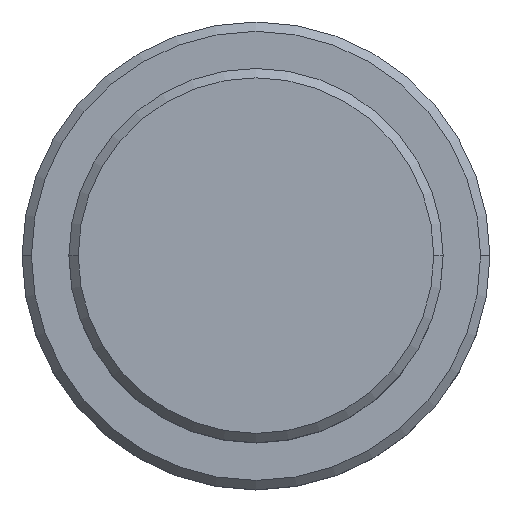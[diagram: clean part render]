
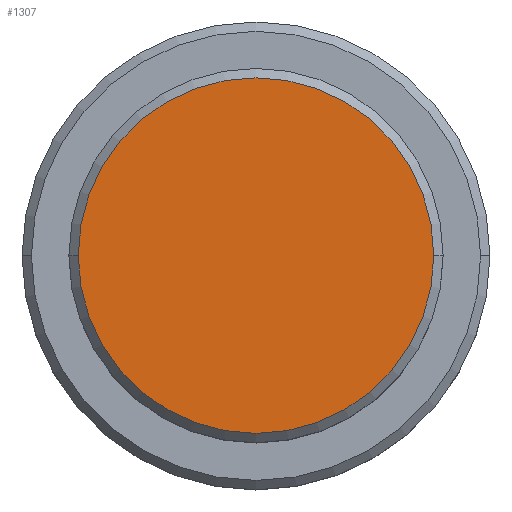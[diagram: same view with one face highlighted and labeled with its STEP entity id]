
A CAD part, top view. The second image highlights one B-rep face of the part: STEP entity #1307.
In plain terms, the highlighted planar face has unit normal (0, 0, 1).
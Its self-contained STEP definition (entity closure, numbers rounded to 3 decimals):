
#155 = AXIS2_PLACEMENT_3D ( 'NONE', #1181, #1408, #551 ) ;
#293 = CARTESIAN_POINT ( 'NONE',  ( 9.5, 0., 0. ) ) ;
#324 = EDGE_CURVE ( 'NONE', #442, #928, #1033, .T. ) ;
#366 = ORIENTED_EDGE ( 'NONE', *, *, #528, .T. ) ;
#393 = AXIS2_PLACEMENT_3D ( 'NONE', #749, #1067, #1288 ) ;
#442 = VERTEX_POINT ( 'NONE', #293 ) ;
#504 = CIRCLE ( 'NONE', #393, 9.5 ) ;
#528 = EDGE_CURVE ( 'NONE', #928, #442, #504, .T. ) ;
#551 = DIRECTION ( 'NONE',  ( 1., 0., 0. ) ) ;
#660 = FACE_OUTER_BOUND ( 'NONE', #829, .T. ) ;
#749 = CARTESIAN_POINT ( 'NONE',  ( 0., 0., 0. ) ) ;
#820 = ORIENTED_EDGE ( 'NONE', *, *, #324, .T. ) ;
#829 = EDGE_LOOP ( 'NONE', ( #366, #820 ) ) ;
#927 = CARTESIAN_POINT ( 'NONE',  ( 0., 0., 0. ) ) ;
#928 = VERTEX_POINT ( 'NONE', #983 ) ;
#983 = CARTESIAN_POINT ( 'NONE',  ( -9.5, 0., 0. ) ) ;
#1015 = DIRECTION ( 'NONE',  ( 1., 0., 0. ) ) ;
#1033 = CIRCLE ( 'NONE', #1207, 9.5 ) ;
#1067 = DIRECTION ( 'NONE',  ( 0., 0., 1. ) ) ;
#1181 = CARTESIAN_POINT ( 'NONE',  ( 0., 0., 0. ) ) ;
#1207 = AXIS2_PLACEMENT_3D ( 'NONE', #927, #1360, #1015 ) ;
#1288 = DIRECTION ( 'NONE',  ( 1., 0., 0. ) ) ;
#1307 = ADVANCED_FACE ( 'NONE', ( #660 ), #1400, .T. ) ;
#1360 = DIRECTION ( 'NONE',  ( 0., 0., 1. ) ) ;
#1400 = PLANE ( 'NONE',  #155 ) ;
#1408 = DIRECTION ( 'NONE',  ( 0., 0., 1. ) ) ;
